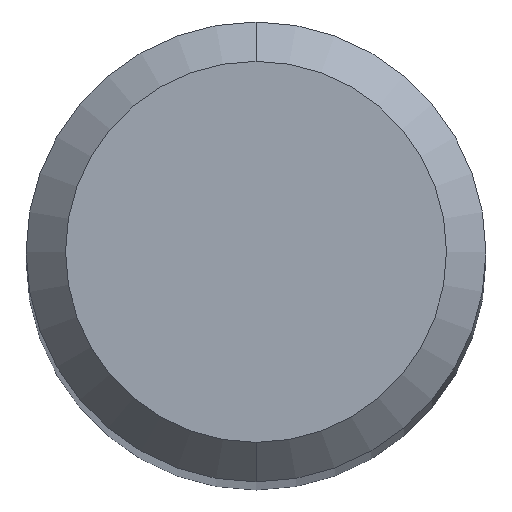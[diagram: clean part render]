
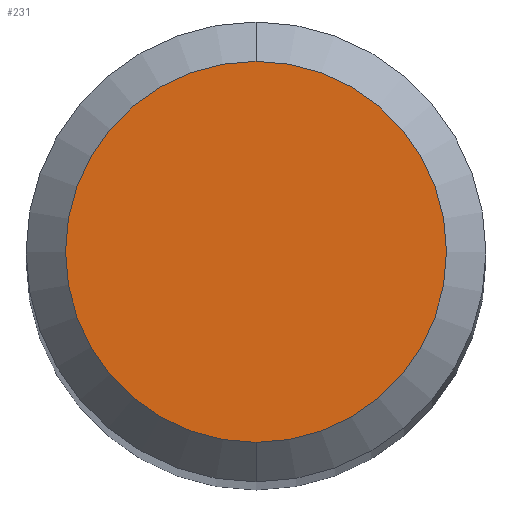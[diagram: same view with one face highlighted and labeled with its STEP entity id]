
A CAD part, top view. The second image highlights one B-rep face of the part: STEP entity #231.
In plain terms, the highlighted planar face has unit normal (0, 0, 1).
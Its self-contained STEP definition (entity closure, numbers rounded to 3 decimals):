
#145=VERTEX_POINT('',#362);
#163=VERTEX_POINT('',#384);
#231=ADVANCED_FACE('',(#458),#459,.T.);
#247=EDGE_CURVE('',#145,#163,#477,.T.);
#291=EDGE_CURVE('',#163,#145,#524,.T.);
#362=CARTESIAN_POINT('',(0.0,1.45,0.0));
#384=CARTESIAN_POINT('',(0.,-1.45,0.0));
#458=FACE_OUTER_BOUND('',#717,.T.);
#459=PLANE('',#718);
#477=CIRCLE('',#742,1.45);
#524=CIRCLE('',#813,1.45);
#717=EDGE_LOOP('',(#1003,#1004));
#718=AXIS2_PLACEMENT_3D('',#1005,#1006,#1007);
#742=AXIS2_PLACEMENT_3D('',#1034,#1035,#1036);
#813=AXIS2_PLACEMENT_3D('',#1085,#1086,#1087);
#1003=ORIENTED_EDGE('',*,*,#247,.F.);
#1004=ORIENTED_EDGE('',*,*,#291,.F.);
#1005=CARTESIAN_POINT('',(0.0,0.725,0.0));
#1006=DIRECTION('',(-0.0,0.0,1.0));
#1007=DIRECTION('',(0.0,-1.0,0.0));
#1034=CARTESIAN_POINT('',(0.0,0.0,0.0));
#1035=DIRECTION('',(0.0,0.0,-1.0));
#1036=DIRECTION('',(0.0,1.0,0.0));
#1085=CARTESIAN_POINT('',(0.0,0.0,0.0));
#1086=DIRECTION('',(0.0,0.0,-1.0));
#1087=DIRECTION('',(0.0,1.0,0.0));
